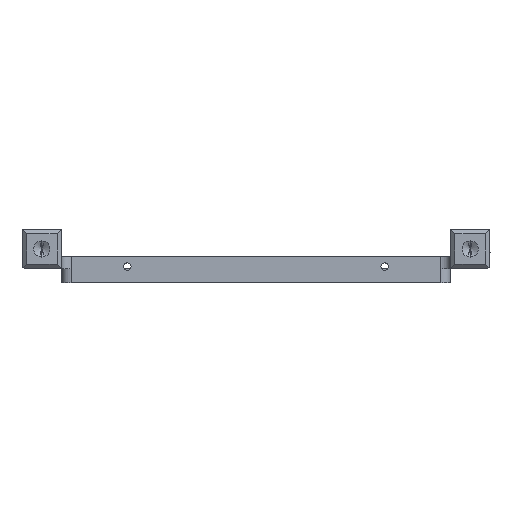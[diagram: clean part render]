
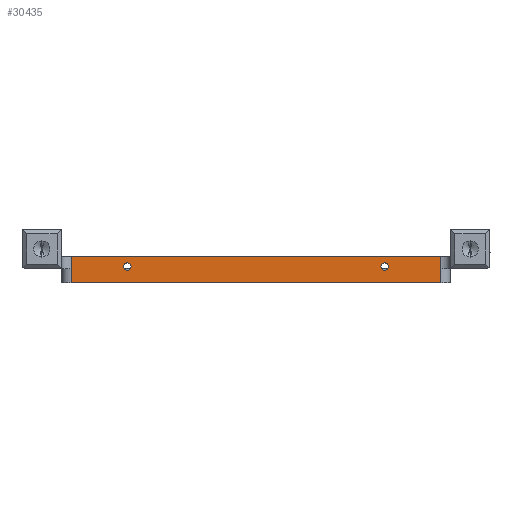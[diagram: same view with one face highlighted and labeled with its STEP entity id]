
A CAD part, front view. The second image highlights one B-rep face of the part: STEP entity #30435.
In plain terms, the highlighted planar face has unit normal (0, -1, 0).
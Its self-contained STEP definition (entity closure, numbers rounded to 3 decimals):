
#95 = DIRECTION ( 'NONE',  ( 0., 0., -1. ) ) ;
#846 = CARTESIAN_POINT ( 'NONE',  ( 27.5, -49.75, 0.5 ) ) ;
#1262 = VERTEX_POINT ( 'NONE', #5542 ) ;
#1632 = FACE_BOUND ( 'NONE', #9242, .T. ) ;
#1948 = EDGE_CURVE ( 'NONE', #18783, #7901, #31682, .T. ) ;
#1993 = AXIS2_PLACEMENT_3D ( 'NONE', #30550, #3068, #27284 ) ;
#2013 = VECTOR ( 'NONE', #95, 1000. ) ;
#2561 = LINE ( 'NONE', #14966, #37170 ) ;
#2919 = ORIENTED_EDGE ( 'NONE', *, *, #22748, .T. ) ;
#3068 = DIRECTION ( 'NONE',  ( 0., -1., 0. ) ) ;
#4675 = CARTESIAN_POINT ( 'NONE',  ( -27.5, -49.75, 0.5 ) ) ;
#4898 = EDGE_LOOP ( 'NONE', ( #33193, #5559 ) ) ;
#5064 = CARTESIAN_POINT ( 'NONE',  ( 0., -49.75, 2.6 ) ) ;
#5212 = CARTESIAN_POINT ( 'NONE',  ( -27.5, -49.75, -0.3 ) ) ;
#5327 = VECTOR ( 'NONE', #16808, 1000. ) ;
#5366 = CARTESIAN_POINT ( 'NONE',  ( -39.5, -49.75, 2.6 ) ) ;
#5542 = CARTESIAN_POINT ( 'NONE',  ( 39.5, -49.75, -3. ) ) ;
#5559 = ORIENTED_EDGE ( 'NONE', *, *, #18309, .F. ) ;
#6144 = VERTEX_POINT ( 'NONE', #5366 ) ;
#6243 = EDGE_LOOP ( 'NONE', ( #13000, #21846, #34996, #20850, #2919, #18727 ) ) ;
#7790 = CIRCLE ( 'NONE', #1993, 0.8 ) ;
#7901 = VERTEX_POINT ( 'NONE', #18433 ) ;
#8065 = VECTOR ( 'NONE', #35533, 1000. ) ;
#8171 = DIRECTION ( 'NONE',  ( 0., 0., 1. ) ) ;
#8287 = VERTEX_POINT ( 'NONE', #34438 ) ;
#8606 = ORIENTED_EDGE ( 'NONE', *, *, #14728, .F. ) ;
#8740 = LINE ( 'NONE', #36029, #39404 ) ;
#9224 = CARTESIAN_POINT ( 'NONE',  ( -39.5, -49.75, 0. ) ) ;
#9242 = EDGE_LOOP ( 'NONE', ( #17776, #8606 ) ) ;
#10956 = DIRECTION ( 'NONE',  ( 1., 0., 0. ) ) ;
#12658 = EDGE_CURVE ( 'NONE', #6144, #8287, #25090, .T. ) ;
#12731 = DIRECTION ( 'NONE',  ( 0., 0., -1. ) ) ;
#12812 = CIRCLE ( 'NONE', #36872, 0.8 ) ;
#12830 = CARTESIAN_POINT ( 'NONE',  ( -39.5, -49.75, -3. ) ) ;
#13000 = ORIENTED_EDGE ( 'NONE', *, *, #21776, .T. ) ;
#13341 = DIRECTION ( 'NONE',  ( 0., -1., 0. ) ) ;
#14413 = CARTESIAN_POINT ( 'NONE',  ( 27.5, -49.75, 1.3 ) ) ;
#14728 = EDGE_CURVE ( 'NONE', #38656, #30477, #7790, .T. ) ;
#14966 = CARTESIAN_POINT ( 'NONE',  ( 39.5, -49.75, -3. ) ) ;
#15632 = CIRCLE ( 'NONE', #23399, 0.8 ) ;
#16089 = DIRECTION ( 'NONE',  ( 0., 0., -1. ) ) ;
#16347 = CARTESIAN_POINT ( 'NONE',  ( -27.5, -49.75, 1.3 ) ) ;
#16750 = CARTESIAN_POINT ( 'NONE',  ( 39.5, -49.75, 0. ) ) ;
#16808 = DIRECTION ( 'NONE',  ( -1., 0., 0. ) ) ;
#17277 = DIRECTION ( 'NONE',  ( 0., -1., 0. ) ) ;
#17776 = ORIENTED_EDGE ( 'NONE', *, *, #31146, .F. ) ;
#18309 = EDGE_CURVE ( 'NONE', #30834, #20533, #22706, .T. ) ;
#18433 = CARTESIAN_POINT ( 'NONE',  ( 39.5, -49.75, 2.6 ) ) ;
#18727 = ORIENTED_EDGE ( 'NONE', *, *, #1948, .T. ) ;
#18783 = VERTEX_POINT ( 'NONE', #16750 ) ;
#20202 = EDGE_CURVE ( 'NONE', #20533, #30834, #15632, .T. ) ;
#20423 = LINE ( 'NONE', #36053, #31327 ) ;
#20533 = VERTEX_POINT ( 'NONE', #5212 ) ;
#20591 = DIRECTION ( 'NONE',  ( -1., 0., 0. ) ) ;
#20850 = ORIENTED_EDGE ( 'NONE', *, *, #29775, .F. ) ;
#21776 = EDGE_CURVE ( 'NONE', #7901, #6144, #34908, .T. ) ;
#21846 = ORIENTED_EDGE ( 'NONE', *, *, #12658, .T. ) ;
#22097 = EDGE_CURVE ( 'NONE', #37126, #8287, #20423, .T. ) ;
#22118 = CARTESIAN_POINT ( 'NONE',  ( -27.5, -49.75, 0.5 ) ) ;
#22706 = CIRCLE ( 'NONE', #37612, 0.8 ) ;
#22748 = EDGE_CURVE ( 'NONE', #1262, #18783, #2561, .T. ) ;
#23166 = FACE_BOUND ( 'NONE', #4898, .T. ) ;
#23399 = AXIS2_PLACEMENT_3D ( 'NONE', #22118, #13341, #12731 ) ;
#23843 = AXIS2_PLACEMENT_3D ( 'NONE', #5064, #17277, #10956 ) ;
#25090 = LINE ( 'NONE', #9224, #2013 ) ;
#27284 = DIRECTION ( 'NONE',  ( 0., 0., -1. ) ) ;
#27362 = DIRECTION ( 'NONE',  ( 0., 0., 1. ) ) ;
#28029 = CARTESIAN_POINT ( 'NONE',  ( 39.5, -49.75, 2.6 ) ) ;
#29490 = FACE_OUTER_BOUND ( 'NONE', #6243, .T. ) ;
#29775 = EDGE_CURVE ( 'NONE', #1262, #37126, #8740, .T. ) ;
#30435 = ADVANCED_FACE ( 'NONE', ( #23166, #1632, #29490 ), #35591, .T. ) ;
#30477 = VERTEX_POINT ( 'NONE', #39395 ) ;
#30550 = CARTESIAN_POINT ( 'NONE',  ( 27.5, -49.75, 0.5 ) ) ;
#30834 = VERTEX_POINT ( 'NONE', #16347 ) ;
#31146 = EDGE_CURVE ( 'NONE', #30477, #38656, #12812, .T. ) ;
#31327 = VECTOR ( 'NONE', #8171, 1000. ) ;
#31682 = LINE ( 'NONE', #28029, #8065 ) ;
#32150 = DIRECTION ( 'NONE',  ( 0., 0., -1. ) ) ;
#33193 = ORIENTED_EDGE ( 'NONE', *, *, #20202, .F. ) ;
#34438 = CARTESIAN_POINT ( 'NONE',  ( -39.5, -49.75, 0. ) ) ;
#34908 = LINE ( 'NONE', #35114, #5327 ) ;
#34996 = ORIENTED_EDGE ( 'NONE', *, *, #22097, .F. ) ;
#35114 = CARTESIAN_POINT ( 'NONE',  ( 0., -49.75, 2.6 ) ) ;
#35403 = DIRECTION ( 'NONE',  ( 0., -1., 0. ) ) ;
#35533 = DIRECTION ( 'NONE',  ( 0., 0., 1. ) ) ;
#35591 = PLANE ( 'NONE',  #23843 ) ;
#36029 = CARTESIAN_POINT ( 'NONE',  ( 0., -49.75, -3. ) ) ;
#36053 = CARTESIAN_POINT ( 'NONE',  ( -39.5, -49.75, -3. ) ) ;
#36872 = AXIS2_PLACEMENT_3D ( 'NONE', #846, #38226, #16089 ) ;
#37126 = VERTEX_POINT ( 'NONE', #12830 ) ;
#37170 = VECTOR ( 'NONE', #27362, 1000. ) ;
#37612 = AXIS2_PLACEMENT_3D ( 'NONE', #4675, #35403, #32150 ) ;
#38226 = DIRECTION ( 'NONE',  ( 0., -1., 0. ) ) ;
#38656 = VERTEX_POINT ( 'NONE', #14413 ) ;
#39395 = CARTESIAN_POINT ( 'NONE',  ( 27.5, -49.75, -0.3 ) ) ;
#39404 = VECTOR ( 'NONE', #20591, 1000. ) ;
